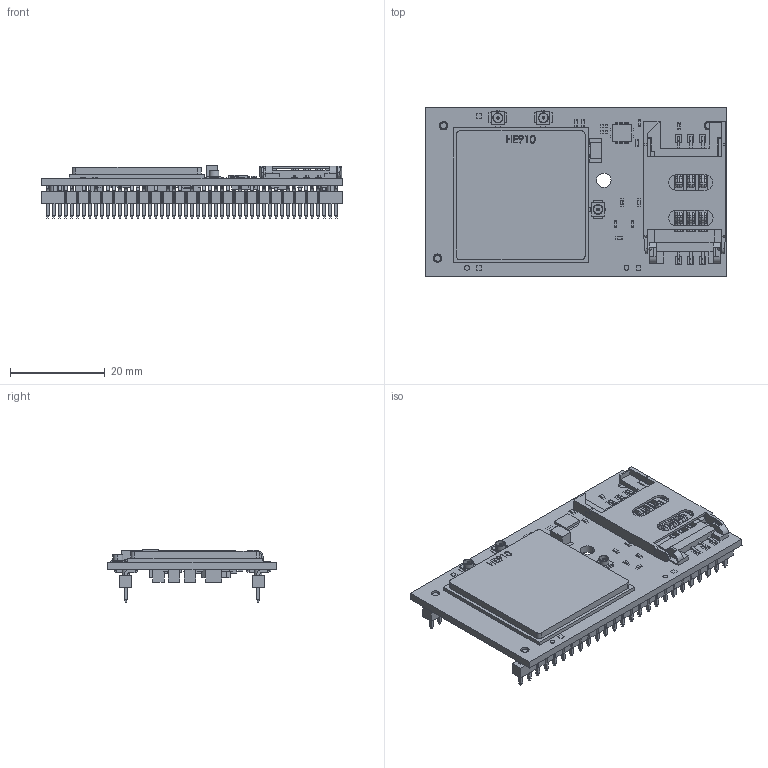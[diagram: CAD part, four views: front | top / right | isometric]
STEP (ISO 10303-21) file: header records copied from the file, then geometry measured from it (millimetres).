
FILE_DESCRIPTION (( 'STEP AP203' ), '1' );
FILE_NAME ('HSPA910CF.STEP', '2012-10-12T18:33:37', ( 'javierv' ), ( '' ), 'SwSTEP 2.0', 'SolidWorks 2011', '' );
FILE_SCHEMA (( 'CONFIG_CONTROL_DESIGN' ));
Products named in the file (4): HSPA910CF; P7; P6
Assembly tree (3 placements, depth 2):
  HSPA910CF
    P7
    P6
    HSPA910CF
Bounding box: 63.51 x 35.57 x 11.02 mm (x, y, z)
Volume: 6993.9 mm3; surface area: 9488.1 mm2
Topology: 12 solids, 12 shells, 3942 faces, 10475 edges, 6824 vertices
Faces by surface type: plane 3570, cylinder 264, bspline 66, torus 24, cone 14, sphere 4
Entity records: 121492 total; most frequent: CARTESIAN_POINT 23196, ORIENTED_EDGE 20930, DIRECTION 18697, EDGE_CURVE 10465, LINE 9677, VECTOR 9677, VERTEX_POINT 6818, AXIS2_PLACEMENT_3D 4510
